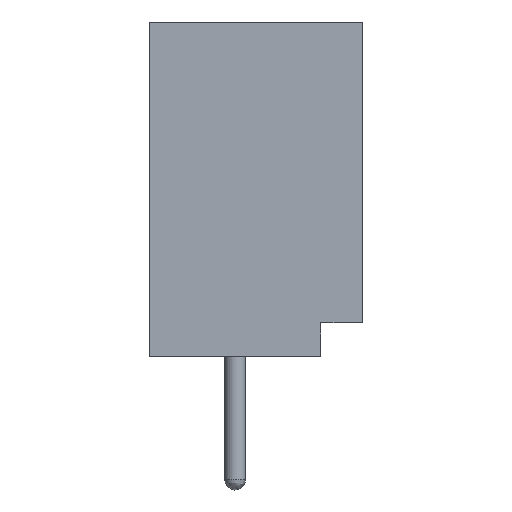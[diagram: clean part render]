
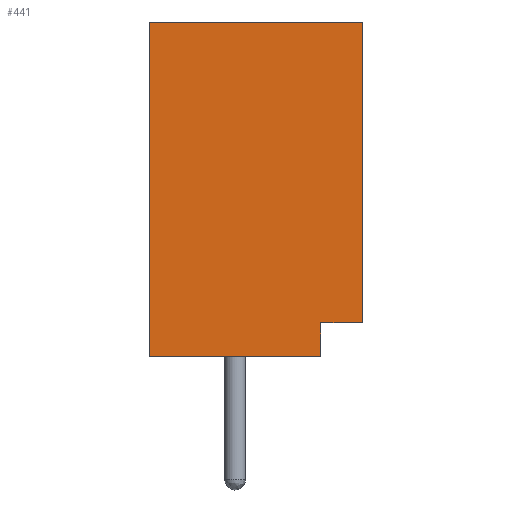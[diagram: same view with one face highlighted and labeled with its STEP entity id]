
A CAD part, left-side view. The second image highlights one B-rep face of the part: STEP entity #441.
In plain terms, the highlighted planar face has unit normal (-1, 0, 0).
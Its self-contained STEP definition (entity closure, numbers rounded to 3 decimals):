
#82 = ORIENTED_EDGE ( 'NONE', *, *, #1554, .F. ) ;
#141 = DIRECTION ( 'NONE',  ( 0., 1., 0. ) ) ;
#147 = CARTESIAN_POINT ( 'NONE',  ( -7., 2.05, 0. ) ) ;
#196 = LINE ( 'NONE', #1730, #2262 ) ;
#441 = ADVANCED_FACE ( 'NONE', ( #1397 ), #2416, .F. ) ;
#616 = LINE ( 'NONE', #2868, #1680 ) ;
#686 = VERTEX_POINT ( 'NONE', #2863 ) ;
#735 = DIRECTION ( 'NONE',  ( 0., 0., -1. ) ) ;
#798 = DIRECTION ( 'NONE',  ( 0., 0., -1. ) ) ;
#859 = CARTESIAN_POINT ( 'NONE',  ( -7., 2.05, 0.8 ) ) ;
#956 = CARTESIAN_POINT ( 'NONE',  ( -7., -2.05, 0. ) ) ;
#1009 = EDGE_CURVE ( 'NONE', #2397, #2364, #196, .T. ) ;
#1225 = EDGE_LOOP ( 'NONE', ( #2139, #82, #1776, #2368, #3286, #2059 ) ) ;
#1397 = FACE_OUTER_BOUND ( 'NONE', #1225, .T. ) ;
#1458 = AXIS2_PLACEMENT_3D ( 'NONE', #147, #2684, #2438 ) ;
#1463 = VECTOR ( 'NONE', #1965, 1000. ) ;
#1495 = EDGE_CURVE ( 'NONE', #1630, #3198, #3240, .T. ) ;
#1554 = EDGE_CURVE ( 'NONE', #686, #2719, #2597, .T. ) ;
#1630 = VERTEX_POINT ( 'NONE', #3150 ) ;
#1680 = VECTOR ( 'NONE', #141, 1000. ) ;
#1730 = CARTESIAN_POINT ( 'NONE',  ( -7., 2.05, 4. ) ) ;
#1776 = ORIENTED_EDGE ( 'NONE', *, *, #2288, .F. ) ;
#1827 = CARTESIAN_POINT ( 'NONE',  ( -7., -3.05, 0. ) ) ;
#1857 = LINE ( 'NONE', #859, #3175 ) ;
#1941 = VECTOR ( 'NONE', #798, 1000. ) ;
#1965 = DIRECTION ( 'NONE',  ( 0., 0., -1. ) ) ;
#2021 = EDGE_CURVE ( 'NONE', #2719, #1630, #1857, .T. ) ;
#2036 = CARTESIAN_POINT ( 'NONE',  ( -7., 2.05, 0. ) ) ;
#2059 = ORIENTED_EDGE ( 'NONE', *, *, #1495, .F. ) ;
#2073 = CARTESIAN_POINT ( 'NONE',  ( -7., 2.05, 8. ) ) ;
#2139 = ORIENTED_EDGE ( 'NONE', *, *, #2021, .F. ) ;
#2262 = VECTOR ( 'NONE', #735, 1000. ) ;
#2285 = CARTESIAN_POINT ( 'NONE',  ( -7., -3.05, 0.8 ) ) ;
#2288 = EDGE_CURVE ( 'NONE', #2397, #686, #2499, .T. ) ;
#2291 = CARTESIAN_POINT ( 'NONE',  ( -7., -2.05, 0. ) ) ;
#2320 = VECTOR ( 'NONE', #3020, 1000. ) ;
#2364 = VERTEX_POINT ( 'NONE', #2036 ) ;
#2368 = ORIENTED_EDGE ( 'NONE', *, *, #1009, .T. ) ;
#2397 = VERTEX_POINT ( 'NONE', #2073 ) ;
#2416 = PLANE ( 'NONE',  #1458 ) ;
#2438 = DIRECTION ( 'NONE',  ( 0., 0., -1. ) ) ;
#2499 = LINE ( 'NONE', #3002, #2320 ) ;
#2597 = LINE ( 'NONE', #1827, #1941 ) ;
#2684 = DIRECTION ( 'NONE',  ( 1., 0., 0. ) ) ;
#2719 = VERTEX_POINT ( 'NONE', #2285 ) ;
#2833 = DIRECTION ( 'NONE',  ( 0., 1., 0. ) ) ;
#2863 = CARTESIAN_POINT ( 'NONE',  ( -7., -3.05, 8. ) ) ;
#2868 = CARTESIAN_POINT ( 'NONE',  ( -7., 2.05, 0. ) ) ;
#2936 = EDGE_CURVE ( 'NONE', #3198, #2364, #616, .T. ) ;
#3002 = CARTESIAN_POINT ( 'NONE',  ( -7., 2.05, 8. ) ) ;
#3020 = DIRECTION ( 'NONE',  ( 0., -1., 0. ) ) ;
#3150 = CARTESIAN_POINT ( 'NONE',  ( -7., -2.05, 0.8 ) ) ;
#3175 = VECTOR ( 'NONE', #2833, 1000. ) ;
#3198 = VERTEX_POINT ( 'NONE', #2291 ) ;
#3240 = LINE ( 'NONE', #956, #1463 ) ;
#3286 = ORIENTED_EDGE ( 'NONE', *, *, #2936, .F. ) ;
